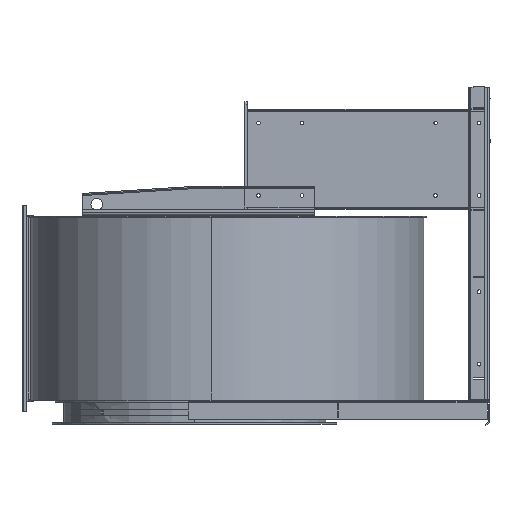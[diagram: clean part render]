
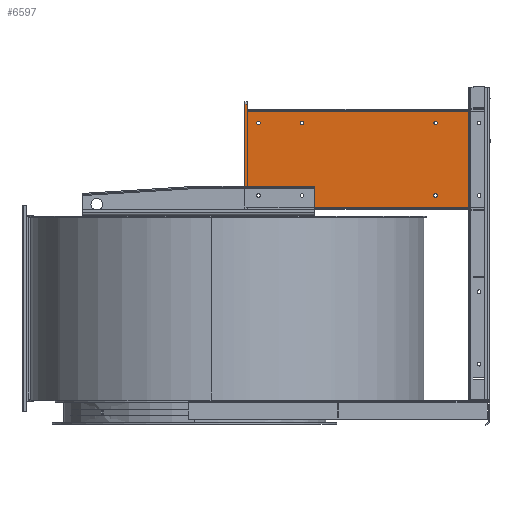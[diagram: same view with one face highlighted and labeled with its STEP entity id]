
A CAD part, left-side view. The second image highlights one B-rep face of the part: STEP entity #6597.
In plain terms, the highlighted planar face has unit normal (-1, 0, 0).
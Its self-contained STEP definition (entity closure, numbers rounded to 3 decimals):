
#6597=ADVANCED_FACE('',(#20509,#20511,#20513,#20515,#20517),#20519,.T.);
#20509=FACE_BOUND('',#20510,.T.);
#20510=EDGE_LOOP('',(#35074,#35075,#35076,#35077,#35078,#35079,#35080,#35081));
#20511=FACE_BOUND('',#20512,.T.);
#20512=EDGE_LOOP('',(#35082));
#20513=FACE_BOUND('',#20514,.T.);
#20514=EDGE_LOOP('',(#35083));
#20515=FACE_BOUND('',#20516,.T.);
#20516=EDGE_LOOP('',(#35084));
#20517=FACE_BOUND('',#20518,.T.);
#20518=EDGE_LOOP('',(#35085));
#20519=PLANE('',#20520);
#20520=AXIS2_PLACEMENT_3D('',#20521,#20522,#20523);
#20521=CARTESIAN_POINT('',(-312.5,-1017.5,348.6));
#20522=DIRECTION('',(-1.,0.,0.));
#20523=DIRECTION('',(0.,0.,1.));
#35074=ORIENTED_EDGE('',*,*,#43024,.F.);
#35075=ORIENTED_EDGE('',*,*,#43025,.F.);
#35076=ORIENTED_EDGE('',*,*,#42719,.F.);
#35077=ORIENTED_EDGE('',*,*,#43026,.T.);
#35078=ORIENTED_EDGE('',*,*,#43027,.T.);
#35079=ORIENTED_EDGE('',*,*,#43028,.T.);
#35080=ORIENTED_EDGE('',*,*,#43029,.F.);
#35081=ORIENTED_EDGE('',*,*,#43030,.F.);
#35082=ORIENTED_EDGE('',*,*,#43031,.T.);
#35083=ORIENTED_EDGE('',*,*,#43032,.T.);
#35084=ORIENTED_EDGE('',*,*,#43033,.T.);
#35085=ORIENTED_EDGE('',*,*,#43034,.T.);
#42719=EDGE_CURVE('',#49247,#49249,#49250,.T.);
#43024=EDGE_CURVE('',#49774,#49775,#49776,.T.);
#43025=EDGE_CURVE('',#49249,#49774,#49777,.T.);
#43026=EDGE_CURVE('',#49247,#49778,#49779,.T.);
#43027=EDGE_CURVE('',#49778,#49780,#49781,.T.);
#43028=EDGE_CURVE('',#49780,#49782,#49783,.T.);
#43029=EDGE_CURVE('',#49784,#49782,#49785,.T.);
#43030=EDGE_CURVE('',#49775,#49784,#49786,.F.);
#43031=EDGE_CURVE('',#49787,#49787,#49788,.F.);
#43032=EDGE_CURVE('',#49789,#49789,#49790,.F.);
#43033=EDGE_CURVE('',#49791,#49791,#49792,.F.);
#43034=EDGE_CURVE('',#49793,#49793,#49794,.F.);
#49247=VERTEX_POINT('',#62560);
#49249=VERTEX_POINT('',#62564);
#49250=LINE('',#62565,#62566);
#49774=VERTEX_POINT('',#63763);
#49775=VERTEX_POINT('',#63764);
#49776=LINE('',#63765,#63766);
#49777=LINE('',#63768,#63769);
#49778=VERTEX_POINT('',#63771);
#49779=LINE('',#63772,#63773);
#49780=VERTEX_POINT('',#63775);
#49781=LINE('',#63776,#63777);
#49782=VERTEX_POINT('',#63779);
#49783=LINE('',#63780,#63781);
#49784=VERTEX_POINT('',#63783);
#49785=LINE('',#63784,#63785);
#49786=LINE('',#63787,#63788);
#49787=VERTEX_POINT('',#63790);
#49788=CIRCLE('',#63791,6.25);
#49789=VERTEX_POINT('',#63795);
#49790=CIRCLE('',#63796,6.25);
#49791=VERTEX_POINT('',#63800);
#49792=CIRCLE('',#63801,6.25);
#49793=VERTEX_POINT('',#63805);
#49794=CIRCLE('',#63806,6.25);
#62560=CARTESIAN_POINT('',(-312.5,-950.1,680.4));
#62564=CARTESIAN_POINT('',(-312.5,-950.1,348.6));
#62565=CARTESIAN_POINT('',(-312.5,-950.1,680.4));
#62566=VECTOR('',#62567,1.);
#62567=DIRECTION('',(0.,0.,-1.));
#63763=CARTESIAN_POINT('',(-312.5,-412.5,348.6));
#63764=CARTESIAN_POINT('',(-312.5,-412.5,414.4));
#63765=CARTESIAN_POINT('',(-312.5,-412.5,348.6));
#63766=VECTOR('',#63767,1.);
#63767=DIRECTION('',(0.,0.,1.));
#63768=CARTESIAN_POINT('',(-312.5,-950.1,348.6));
#63769=VECTOR('',#63770,1.);
#63770=DIRECTION('',(0.,1.,0.));
#63771=CARTESIAN_POINT('',(-312.5,-182.5,680.4));
#63772=CARTESIAN_POINT('',(-312.5,-950.1,680.4));
#63773=VECTOR('',#63774,1.);
#63774=DIRECTION('',(0.,1.,0.));
#63775=CARTESIAN_POINT('',(-312.5,-182.5,704.));
#63776=CARTESIAN_POINT('',(-312.5,-182.5,680.4));
#63777=VECTOR('',#63778,1.);
#63778=DIRECTION('',(0.,0.,1.));
#63779=CARTESIAN_POINT('',(-312.5,-172.5,704.));
#63780=CARTESIAN_POINT('',(-312.5,-182.5,704.));
#63781=VECTOR('',#63782,1.);
#63782=DIRECTION('',(0.,1.,0.));
#63783=CARTESIAN_POINT('',(-312.5,-172.5,414.4));
#63784=CARTESIAN_POINT('',(-312.5,-172.5,414.4));
#63785=VECTOR('',#63786,1.);
#63786=DIRECTION('',(0.,0.,1.));
#63787=CARTESIAN_POINT('',(-312.5,-172.5,414.4));
#63788=VECTOR('',#63789,1.);
#63789=DIRECTION('',(0.,-1.,0.));
#63790=CARTESIAN_POINT('',(-312.5,-220.,645.75));
#63791=AXIS2_PLACEMENT_3D('',#63792,#63793,#63794);
#63792=CARTESIAN_POINT('',(-312.5,-220.,639.5));
#63793=DIRECTION('',(-1.,0.,0.));
#63794=DIRECTION('',(0.,0.,1.));
#63795=CARTESIAN_POINT('',(-312.5,-830.,395.75));
#63796=AXIS2_PLACEMENT_3D('',#63797,#63798,#63799);
#63797=CARTESIAN_POINT('',(-312.5,-830.,389.5));
#63798=DIRECTION('',(-1.,0.,0.));
#63799=DIRECTION('',(0.,0.,1.));
#63800=CARTESIAN_POINT('',(-312.5,-830.,645.75));
#63801=AXIS2_PLACEMENT_3D('',#63802,#63803,#63804);
#63802=CARTESIAN_POINT('',(-312.5,-830.,639.5));
#63803=DIRECTION('',(-1.,0.,0.));
#63804=DIRECTION('',(0.,0.,1.));
#63805=CARTESIAN_POINT('',(-312.5,-370.,645.75));
#63806=AXIS2_PLACEMENT_3D('',#63807,#63808,#63809);
#63807=CARTESIAN_POINT('',(-312.5,-370.,639.5));
#63808=DIRECTION('',(-1.,0.,0.));
#63809=DIRECTION('',(0.,0.,1.));
